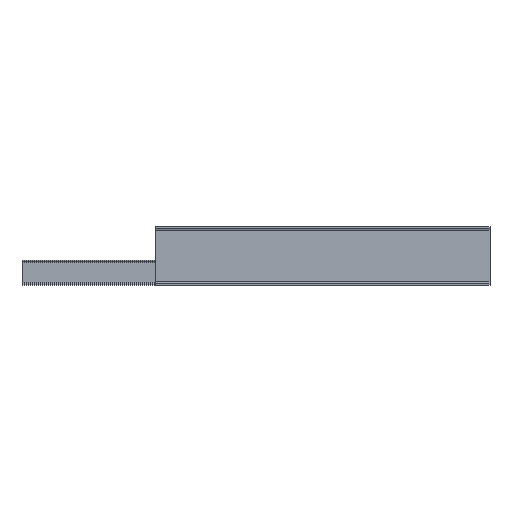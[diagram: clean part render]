
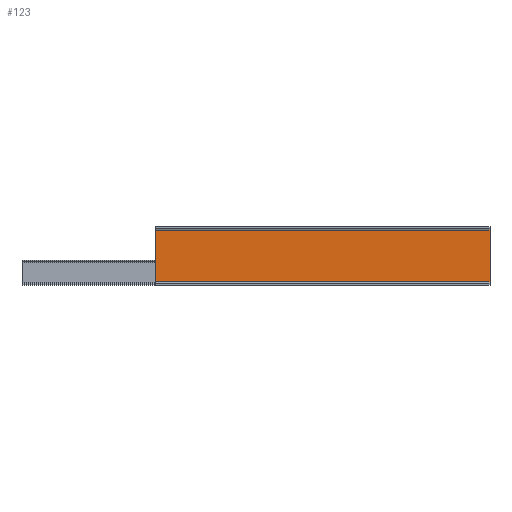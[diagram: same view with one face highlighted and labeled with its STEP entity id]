
A CAD part, front view. The second image highlights one B-rep face of the part: STEP entity #123.
In plain terms, the highlighted planar face has unit normal (0, -1, 0).
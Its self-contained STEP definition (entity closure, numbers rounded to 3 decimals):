
#123=ADVANCED_FACE('',(#271),#272,.T.);
#271=FACE_OUTER_BOUND('',#455,.T.);
#272=PLANE('',#456);
#455=EDGE_LOOP('',(#681,#682,#683,#684));
#456=AXIS2_PLACEMENT_3D('',#685,#686,#687);
#681=ORIENTED_EDGE('',*,*,#1142,.T.);
#682=ORIENTED_EDGE('',*,*,#1094,.F.);
#683=ORIENTED_EDGE('',*,*,#1143,.T.);
#684=ORIENTED_EDGE('',*,*,#1139,.T.);
#685=CARTESIAN_POINT('',(0.,110.0,175.0));
#686=DIRECTION('',(0.,-1.0,0.0));
#687=DIRECTION('',(0.,0.,1.0));
#1094=EDGE_CURVE('',#1296,#1298,#1299,.T.);
#1139=EDGE_CURVE('',#1367,#1365,#1368,.T.);
#1142=EDGE_CURVE('',#1365,#1298,#1371,.T.);
#1143=EDGE_CURVE('',#1296,#1367,#1372,.T.);
#1296=VERTEX_POINT('',#1594);
#1298=VERTEX_POINT('',#1596);
#1299=LINE('',#1597,#1598);
#1365=VERTEX_POINT('',#1685);
#1367=VERTEX_POINT('',#1687);
#1368=LINE('',#1688,#1689);
#1371=LINE('',#1692,#1693);
#1372=LINE('',#1694,#1695);
#1594=CARTESIAN_POINT('',(0.,110.0,20.0));
#1596=CARTESIAN_POINT('',(-2000.0,110.0,20.));
#1597=CARTESIAN_POINT('',(0.,110.0,20.0));
#1598=VECTOR('',#1986,1.0);
#1685=CARTESIAN_POINT('',(-2000.0,110.0,330.0));
#1687=CARTESIAN_POINT('',(0.,110.0,330.0));
#1688=CARTESIAN_POINT('',(0.,110.0,330.0));
#1689=VECTOR('',#2044,1.0);
#1692=CARTESIAN_POINT('',(-2000.0,110.0,20.));
#1693=VECTOR('',#2048,1.0);
#1694=CARTESIAN_POINT('',(0.,110.0,20.0));
#1695=VECTOR('',#2049,1.0);
#1986=DIRECTION('',(-1.0,0.,0.));
#2044=DIRECTION('',(-1.0,0.,0.));
#2048=DIRECTION('',(0.,0.,-1.0));
#2049=DIRECTION('',(0.,0.,1.0));
